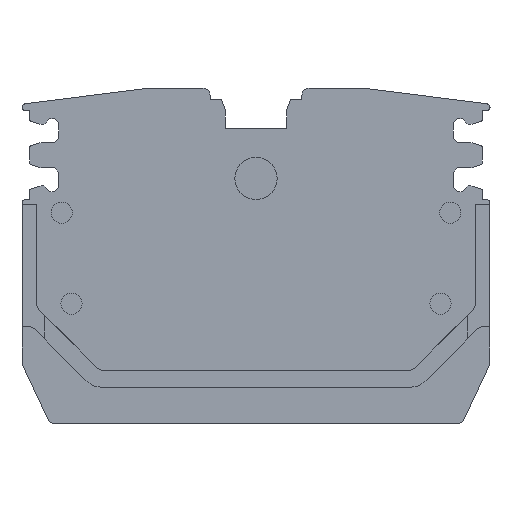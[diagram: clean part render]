
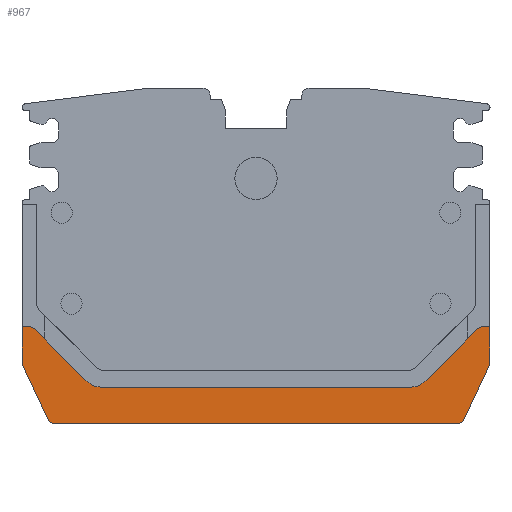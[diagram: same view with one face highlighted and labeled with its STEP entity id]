
A CAD part, left-side view. The second image highlights one B-rep face of the part: STEP entity #967.
In plain terms, the highlighted planar face has unit normal (-1, 0, 0).
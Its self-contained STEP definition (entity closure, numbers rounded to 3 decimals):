
#39=AXIS2_PLACEMENT_3D('Circle Axis2P3D',#37,#38,$) ;
#842=AXIS2_PLACEMENT_3D('Plane Axis2P3D',#839,#840,#841) ;
#855=AXIS2_PLACEMENT_3D('Circle Axis2P3D',#853,#854,$) ;
#869=AXIS2_PLACEMENT_3D('Circle Axis2P3D',#867,#868,$) ;
#883=AXIS2_PLACEMENT_3D('Circle Axis2P3D',#881,#882,$) ;
#897=AXIS2_PLACEMENT_3D('Circle Axis2P3D',#895,#896,$) ;
#918=AXIS2_PLACEMENT_3D('Circle Axis2P3D',#916,#917,$) ;
#923=AXIS2_PLACEMENT_3D('Circle Axis2P3D',#921,#922,$) ;
#937=AXIS2_PLACEMENT_3D('Circle Axis2P3D',#935,#936,$) ;
#37=CARTESIAN_POINT('Axis2P3D Location',(0.,30.897,0.5)) ;
#41=CARTESIAN_POINT('Vertex',(0.,30.897,0.)) ;
#43=CARTESIAN_POINT('Vertex',(0.,31.35,0.289)) ;
#77=CARTESIAN_POINT('Line Origine',(0.,16.6,0.)) ;
#81=CARTESIAN_POINT('Vertex',(0.,2.303,0.)) ;
#820=CARTESIAN_POINT('Line Origine',(0.,32.252,2.222)) ;
#824=CARTESIAN_POINT('Vertex',(0.,33.153,4.155)) ;
#839=CARTESIAN_POINT('Axis2P3D Location',(0.,16.6,17.399)) ;
#844=CARTESIAN_POINT('Line Origine',(0.,0.25,6.885)) ;
#848=CARTESIAN_POINT('Vertex',(0.,0.,6.885)) ;
#850=CARTESIAN_POINT('Vertex',(0.,0.5,6.885)) ;
#853=CARTESIAN_POINT('Axis2P3D Location',(0.,0.5,6.385)) ;
#857=CARTESIAN_POINT('Vertex',(0.,0.854,6.738)) ;
#860=CARTESIAN_POINT('Line Origine',(0.,2.697,4.895)) ;
#864=CARTESIAN_POINT('Vertex',(0.,4.54,3.052)) ;
#867=CARTESIAN_POINT('Axis2P3D Location',(0.,5.636,4.148)) ;
#871=CARTESIAN_POINT('Vertex',(0.,5.636,2.598)) ;
#874=CARTESIAN_POINT('Line Origine',(0.,16.6,2.598)) ;
#878=CARTESIAN_POINT('Vertex',(0.,27.564,2.598)) ;
#881=CARTESIAN_POINT('Axis2P3D Location',(0.,27.564,4.148)) ;
#885=CARTESIAN_POINT('Vertex',(0.,28.66,3.052)) ;
#888=CARTESIAN_POINT('Line Origine',(0.,30.503,4.895)) ;
#892=CARTESIAN_POINT('Vertex',(0.,32.346,6.738)) ;
#895=CARTESIAN_POINT('Axis2P3D Location',(0.,32.7,6.385)) ;
#899=CARTESIAN_POINT('Vertex',(0.,32.7,6.885)) ;
#902=CARTESIAN_POINT('Line Origine',(0.,32.95,6.885)) ;
#906=CARTESIAN_POINT('Vertex',(0.,33.2,6.885)) ;
#909=CARTESIAN_POINT('Line Origine',(0.,33.2,5.625)) ;
#913=CARTESIAN_POINT('Vertex',(0.,33.2,4.366)) ;
#916=CARTESIAN_POINT('Axis2P3D Location',(0.,32.7,4.366)) ;
#921=CARTESIAN_POINT('Axis2P3D Location',(0.,2.303,0.5)) ;
#925=CARTESIAN_POINT('Vertex',(0.,1.85,0.289)) ;
#928=CARTESIAN_POINT('Line Origine',(0.,0.948,2.222)) ;
#932=CARTESIAN_POINT('Vertex',(0.,0.047,4.155)) ;
#935=CARTESIAN_POINT('Axis2P3D Location',(0.,0.5,4.366)) ;
#939=CARTESIAN_POINT('Vertex',(0.,0.,4.366)) ;
#942=CARTESIAN_POINT('Line Origine',(0.,0.,5.625)) ;
#38=DIRECTION('Axis2P3D Direction',(1.,0.,0.)) ;
#78=DIRECTION('Vector Direction',(0.,-1.,0.)) ;
#821=DIRECTION('Vector Direction',(0.,-0.423,-0.906)) ;
#840=DIRECTION('Axis2P3D Direction',(1.,0.,0.)) ;
#841=DIRECTION('Axis2P3D XDirection',(0.,1.,0.)) ;
#845=DIRECTION('Vector Direction',(0.,-1.,0.)) ;
#854=DIRECTION('Axis2P3D Direction',(1.,0.,0.)) ;
#861=DIRECTION('Vector Direction',(0.,-0.707,0.707)) ;
#868=DIRECTION('Axis2P3D Direction',(1.,0.,0.)) ;
#875=DIRECTION('Vector Direction',(0.,-1.,0.)) ;
#882=DIRECTION('Axis2P3D Direction',(1.,0.,0.)) ;
#889=DIRECTION('Vector Direction',(0.,-0.707,-0.707)) ;
#896=DIRECTION('Axis2P3D Direction',(1.,0.,0.)) ;
#903=DIRECTION('Vector Direction',(0.,-1.,0.)) ;
#910=DIRECTION('Vector Direction',(0.,0.,1.)) ;
#917=DIRECTION('Axis2P3D Direction',(1.,0.,0.)) ;
#922=DIRECTION('Axis2P3D Direction',(1.,0.,0.)) ;
#929=DIRECTION('Vector Direction',(0.,-0.423,0.906)) ;
#936=DIRECTION('Axis2P3D Direction',(1.,0.,0.)) ;
#943=DIRECTION('Vector Direction',(0.,0.,1.)) ;
#79=VECTOR('Line Direction',#78,1.) ;
#822=VECTOR('Line Direction',#821,1.) ;
#846=VECTOR('Line Direction',#845,1.) ;
#862=VECTOR('Line Direction',#861,1.) ;
#876=VECTOR('Line Direction',#875,1.) ;
#890=VECTOR('Line Direction',#889,1.) ;
#904=VECTOR('Line Direction',#903,1.) ;
#911=VECTOR('Line Direction',#910,1.) ;
#930=VECTOR('Line Direction',#929,1.) ;
#944=VECTOR('Line Direction',#943,1.) ;
#948=ORIENTED_EDGE('',*,*,#852,.T.) ;
#949=ORIENTED_EDGE('',*,*,#859,.T.) ;
#950=ORIENTED_EDGE('',*,*,#866,.T.) ;
#951=ORIENTED_EDGE('',*,*,#873,.T.) ;
#952=ORIENTED_EDGE('',*,*,#880,.T.) ;
#953=ORIENTED_EDGE('',*,*,#887,.T.) ;
#954=ORIENTED_EDGE('',*,*,#894,.T.) ;
#955=ORIENTED_EDGE('',*,*,#901,.T.) ;
#956=ORIENTED_EDGE('',*,*,#908,.T.) ;
#957=ORIENTED_EDGE('',*,*,#915,.F.) ;
#958=ORIENTED_EDGE('',*,*,#920,.F.) ;
#959=ORIENTED_EDGE('',*,*,#826,.F.) ;
#960=ORIENTED_EDGE('',*,*,#45,.F.) ;
#961=ORIENTED_EDGE('',*,*,#83,.F.) ;
#962=ORIENTED_EDGE('',*,*,#927,.F.) ;
#963=ORIENTED_EDGE('',*,*,#934,.F.) ;
#964=ORIENTED_EDGE('',*,*,#941,.F.) ;
#965=ORIENTED_EDGE('',*,*,#946,.F.) ;
#967=ADVANCED_FACE('ZAP ZDUB',(#966),#843,.F.) ;
#40=CIRCLE('generated circle',#39,0.5) ;
#856=CIRCLE('generated circle',#855,0.5) ;
#870=CIRCLE('generated circle',#869,1.55) ;
#884=CIRCLE('generated circle',#883,1.55) ;
#898=CIRCLE('generated circle',#897,0.5) ;
#919=CIRCLE('generated circle',#918,0.5) ;
#924=CIRCLE('generated circle',#923,0.5) ;
#938=CIRCLE('generated circle',#937,0.5) ;
#45=EDGE_CURVE('',#42,#44,#40,.T.) ;
#83=EDGE_CURVE('',#82,#42,#80,.F.) ;
#826=EDGE_CURVE('',#44,#825,#823,.F.) ;
#852=EDGE_CURVE('',#849,#851,#847,.F.) ;
#859=EDGE_CURVE('',#851,#858,#856,.F.) ;
#866=EDGE_CURVE('',#858,#865,#863,.F.) ;
#873=EDGE_CURVE('',#865,#872,#870,.T.) ;
#880=EDGE_CURVE('',#872,#879,#877,.F.) ;
#887=EDGE_CURVE('',#879,#886,#884,.T.) ;
#894=EDGE_CURVE('',#886,#893,#891,.F.) ;
#901=EDGE_CURVE('',#893,#900,#898,.F.) ;
#908=EDGE_CURVE('',#900,#907,#905,.F.) ;
#915=EDGE_CURVE('',#914,#907,#912,.T.) ;
#920=EDGE_CURVE('',#825,#914,#919,.T.) ;
#927=EDGE_CURVE('',#926,#82,#924,.T.) ;
#934=EDGE_CURVE('',#933,#926,#931,.F.) ;
#941=EDGE_CURVE('',#940,#933,#938,.T.) ;
#946=EDGE_CURVE('',#849,#940,#945,.F.) ;
#947=EDGE_LOOP('',(#948,#949,#950,#951,#952,#953,#954,#955,#956,#957,#958,#959,#960,#961,#962,#963,#964,#965)) ;
#966=FACE_OUTER_BOUND('',#947,.T.) ;
#80=LINE('Line',#77,#79) ;
#823=LINE('Line',#820,#822) ;
#847=LINE('Line',#844,#846) ;
#863=LINE('Line',#860,#862) ;
#877=LINE('Line',#874,#876) ;
#891=LINE('Line',#888,#890) ;
#905=LINE('Line',#902,#904) ;
#912=LINE('Line',#909,#911) ;
#931=LINE('Line',#928,#930) ;
#945=LINE('Line',#942,#944) ;
#843=PLANE('',#842) ;
#42=VERTEX_POINT('',#41) ;
#44=VERTEX_POINT('',#43) ;
#82=VERTEX_POINT('',#81) ;
#825=VERTEX_POINT('',#824) ;
#849=VERTEX_POINT('',#848) ;
#851=VERTEX_POINT('',#850) ;
#858=VERTEX_POINT('',#857) ;
#865=VERTEX_POINT('',#864) ;
#872=VERTEX_POINT('',#871) ;
#879=VERTEX_POINT('',#878) ;
#886=VERTEX_POINT('',#885) ;
#893=VERTEX_POINT('',#892) ;
#900=VERTEX_POINT('',#899) ;
#907=VERTEX_POINT('',#906) ;
#914=VERTEX_POINT('',#913) ;
#926=VERTEX_POINT('',#925) ;
#933=VERTEX_POINT('',#932) ;
#940=VERTEX_POINT('',#939) ;
